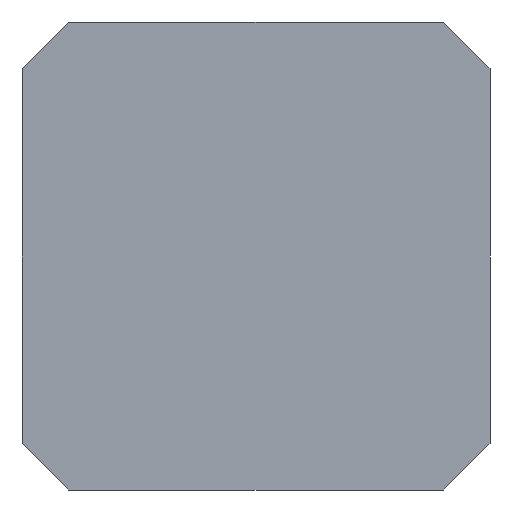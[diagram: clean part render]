
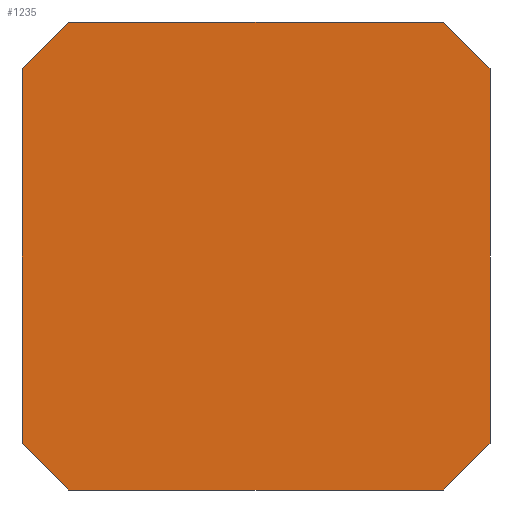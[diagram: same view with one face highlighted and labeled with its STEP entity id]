
A CAD part, front view. The second image highlights one B-rep face of the part: STEP entity #1235.
In plain terms, the highlighted planar face has unit normal (0, -1, 0).
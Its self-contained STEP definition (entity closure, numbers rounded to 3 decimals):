
#15 = LINE ( 'NONE', #398, #1000 ) ;
#46 = CARTESIAN_POINT ( 'NONE',  ( 37.8, -69., 0. ) ) ;
#71 = LINE ( 'NONE', #1257, #759 ) ;
#73 = ORIENTED_EDGE ( 'NONE', *, *, #696, .T. ) ;
#74 = CARTESIAN_POINT ( 'NONE',  ( 0., -69., -37.8 ) ) ;
#148 = CARTESIAN_POINT ( 'NONE',  ( 0., -69., 0. ) ) ;
#238 = VECTOR ( 'NONE', #469, 1000. ) ;
#249 = VERTEX_POINT ( 'NONE', #704 ) ;
#252 = CARTESIAN_POINT ( 'NONE',  ( 42., -69., 0. ) ) ;
#273 = ORIENTED_EDGE ( 'NONE', *, *, #862, .F. ) ;
#335 = VECTOR ( 'NONE', #745, 1000. ) ;
#350 = CARTESIAN_POINT ( 'NONE',  ( 0., -69., -4.2 ) ) ;
#356 = CARTESIAN_POINT ( 'NONE',  ( 42., -69., -4.2 ) ) ;
#360 = FACE_OUTER_BOUND ( 'NONE', #673, .T. ) ;
#361 = VECTOR ( 'NONE', #1072, 1000. ) ;
#398 = CARTESIAN_POINT ( 'NONE',  ( 0., -69., -42. ) ) ;
#436 = DIRECTION ( 'NONE',  ( -0.707, 0., 0.707 ) ) ;
#448 = CARTESIAN_POINT ( 'NONE',  ( 4.2, -69., -42. ) ) ;
#449 = EDGE_CURVE ( 'NONE', #249, #1277, #760, .T. ) ;
#453 = VECTOR ( 'NONE', #1075, 1000. ) ;
#457 = AXIS2_PLACEMENT_3D ( 'NONE', #148, #761, #950 ) ;
#469 = DIRECTION ( 'NONE',  ( 0., 0., -1. ) ) ;
#476 = VERTEX_POINT ( 'NONE', #74 ) ;
#525 = ORIENTED_EDGE ( 'NONE', *, *, #781, .T. ) ;
#530 = CARTESIAN_POINT ( 'NONE',  ( 37.8, -69., 0. ) ) ;
#542 = VECTOR ( 'NONE', #436, 1000. ) ;
#547 = LINE ( 'NONE', #448, #624 ) ;
#575 = ORIENTED_EDGE ( 'NONE', *, *, #449, .T. ) ;
#576 = EDGE_CURVE ( 'NONE', #983, #605, #15, .T. ) ;
#605 = VERTEX_POINT ( 'NONE', #1282 ) ;
#624 = VECTOR ( 'NONE', #1262, 1000. ) ;
#666 = LINE ( 'NONE', #252, #238 ) ;
#673 = EDGE_LOOP ( 'NONE', ( #525, #832, #73, #1108, #575, #273, #694, #899 ) ) ;
#694 = ORIENTED_EDGE ( 'NONE', *, *, #1221, .T. ) ;
#696 = EDGE_CURVE ( 'NONE', #1231, #758, #1220, .T. ) ;
#704 = CARTESIAN_POINT ( 'NONE',  ( 4.2, -69., 0. ) ) ;
#745 = DIRECTION ( 'NONE',  ( 0.707, 0., 0.707 ) ) ;
#758 = VERTEX_POINT ( 'NONE', #46 ) ;
#759 = VECTOR ( 'NONE', #867, 1000. ) ;
#760 = LINE ( 'NONE', #350, #453 ) ;
#761 = DIRECTION ( 'NONE',  ( 0., -1., 0. ) ) ;
#763 = LINE ( 'NONE', #1168, #361 ) ;
#781 = EDGE_CURVE ( 'NONE', #983, #1085, #1247, .T. ) ;
#813 = EDGE_CURVE ( 'NONE', #1231, #1085, #666, .T. ) ;
#826 = CARTESIAN_POINT ( 'NONE',  ( 42., -69., -37.8 ) ) ;
#832 = ORIENTED_EDGE ( 'NONE', *, *, #813, .F. ) ;
#838 = EDGE_CURVE ( 'NONE', #249, #758, #763, .T. ) ;
#862 = EDGE_CURVE ( 'NONE', #476, #1277, #71, .T. ) ;
#867 = DIRECTION ( 'NONE',  ( 0., 0., 1. ) ) ;
#899 = ORIENTED_EDGE ( 'NONE', *, *, #576, .F. ) ;
#950 = DIRECTION ( 'NONE',  ( 0., 0., -1. ) ) ;
#956 = CARTESIAN_POINT ( 'NONE',  ( 0., -69., -4.2 ) ) ;
#983 = VERTEX_POINT ( 'NONE', #1274 ) ;
#989 = DIRECTION ( 'NONE',  ( -1., 0., 0. ) ) ;
#1000 = VECTOR ( 'NONE', #989, 1000. ) ;
#1048 = PLANE ( 'NONE',  #457 ) ;
#1072 = DIRECTION ( 'NONE',  ( 1., 0., 0. ) ) ;
#1075 = DIRECTION ( 'NONE',  ( -0.707, 0., -0.707 ) ) ;
#1085 = VERTEX_POINT ( 'NONE', #826 ) ;
#1108 = ORIENTED_EDGE ( 'NONE', *, *, #838, .F. ) ;
#1168 = CARTESIAN_POINT ( 'NONE',  ( 0., -69., 0. ) ) ;
#1172 = CARTESIAN_POINT ( 'NONE',  ( 37.8, -69., -42. ) ) ;
#1220 = LINE ( 'NONE', #530, #542 ) ;
#1221 = EDGE_CURVE ( 'NONE', #476, #605, #547, .T. ) ;
#1231 = VERTEX_POINT ( 'NONE', #356 ) ;
#1235 = ADVANCED_FACE ( 'NONE', ( #360 ), #1048, .T. ) ;
#1247 = LINE ( 'NONE', #1172, #335 ) ;
#1257 = CARTESIAN_POINT ( 'NONE',  ( 0., -69., 0. ) ) ;
#1262 = DIRECTION ( 'NONE',  ( 0.707, 0., -0.707 ) ) ;
#1274 = CARTESIAN_POINT ( 'NONE',  ( 37.8, -69., -42. ) ) ;
#1277 = VERTEX_POINT ( 'NONE', #956 ) ;
#1282 = CARTESIAN_POINT ( 'NONE',  ( 4.2, -69., -42. ) ) ;
